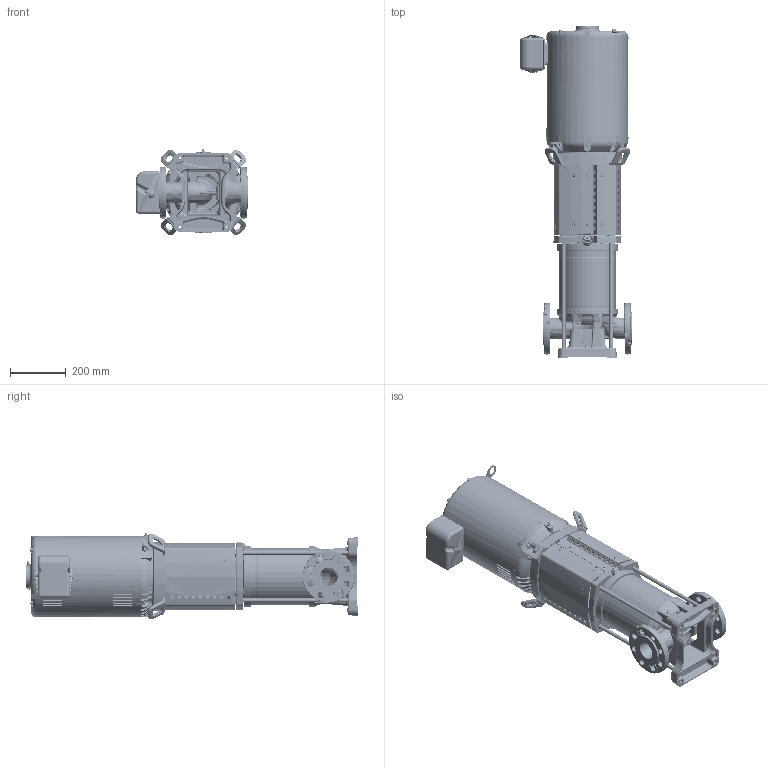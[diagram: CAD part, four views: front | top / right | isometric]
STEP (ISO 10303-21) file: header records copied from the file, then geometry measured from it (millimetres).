
FILE_DESCRIPTION(/* description */ (''),/* implementation_level */ '2;1');
FILE_NAME(/* name */ '2700880 - HELIX V190-03_1-1_A3_E_KS_N_20_3_Shrinkwrap_1.stp',/* time_stamp */ '2022-03-25T15:29:41-05:00',/* author */ ('faliszekte'),/* organization */ (''),/* preprocessor_version */ 'ST-DEVELOPER v18.1',/* originating_system */ 'Autodesk Inventor 2021',/* authorisation */ '');
FILE_SCHEMA (('AUTOMOTIVE_DESIGN { 1 0 10303 214 3 1 1 }'));
Length unit declared in the file: inch
Products named in the file (1): 2700880 - HELIX V190-03_1-1_A3_E_KS_N_20_3_Shrinkwrap_1
Bounding box: 401.02 x 1187.23 x 310.5 mm (x, y, z)
Volume: 888.3 mm3; surface area: 2511727 mm2
Topology: 2 solids, 67 shells, 5360 faces, 15739 edges, 10215 vertices
Faces by surface type: cylinder 1682, plane 1419, bspline 1206, cone 503, torus 468, sphere 82
Full cylindrical faces by diameter (mm): 0.833 x4, 2 x2, 4 x2, 4.5 x2, 4.918 x5, 6 x2, 8 x8, 9.525 x6, 10.25 x4, 13.208 x2, 14 x10, 14.376 x168, 16 x168, 16.662 x1, 17.5 x1, 18 x8, 18.64 x1, 20.813 x1, 28.067 x2, 31 x1, 47.6 x1, 76 x2, 88 x1, 110.3 x3, 114 x1, 117 x2, 119.6 x1, 200 x1, 203 x4, 204 x1
Entity records: 365353 total; most frequent: CARTESIAN_POINT 230345, ORIENTED_EDGE 28085, DIRECTION 24797, EDGE_CURVE 15638, VERTEX_POINT 10215, AXIS2_PLACEMENT_3D 9734, EDGE_LOOP 5730, FACE_OUTER_BOUND 5360
